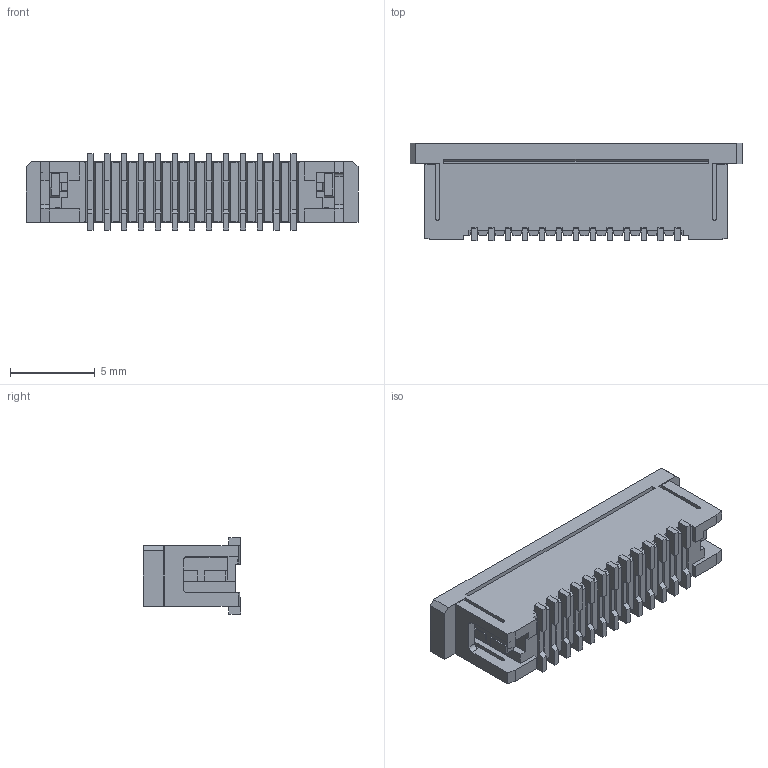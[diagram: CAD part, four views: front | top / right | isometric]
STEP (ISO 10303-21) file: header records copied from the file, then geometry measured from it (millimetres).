
FILE_DESCRIPTION((''),'2;1');
FILE_NAME('526101371','2013-09-11T',('me'),(''),'PRO/ENGINEER BY PARAMETRIC TECHNOLOGY CORPORATION, 2011490','PRO/ENGINEER BY PARAMETRIC TECHNOLOGY CORPORATION, 2011490','');
FILE_SCHEMA(('CONFIG_CONTROL_DESIGN'));
Length unit declared in the file: millimetre
Products named in the file (1): 526101371
Bounding box: 19.6 x 5.75 x 4.5 mm (x, y, z)
Volume: 245.5 mm3; surface area: 1188.5 mm2
Topology: 1 solids, 1 shells, 890 faces, 2800 edges, 1867 vertices
Faces by surface type: plane 841, cylinder 49
Entity records: 30333 total; most frequent: CARTESIAN_POINT 5462, ORIENTED_EDGE 5392, DIRECTION 4676, VECTOR 2702, LINE 2702, EDGE_CURVE 2696, VERTEX_POINT 1763, AXIS2_PLACEMENT_3D 987
